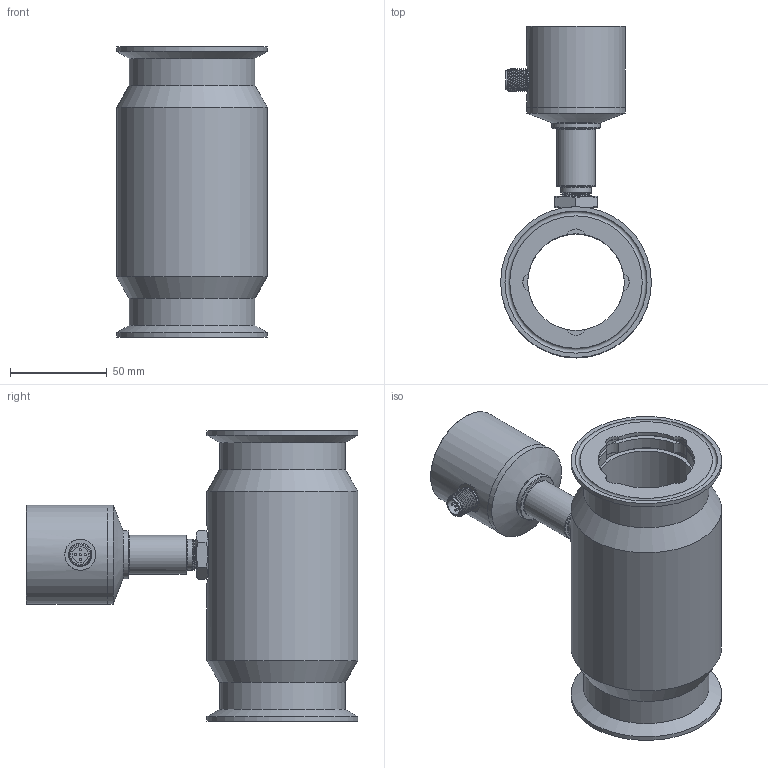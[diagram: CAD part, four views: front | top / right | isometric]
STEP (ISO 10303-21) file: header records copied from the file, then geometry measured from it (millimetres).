
FILE_DESCRIPTION(/* description */ (''),/* implementation_level */ '2;1');
FILE_NAME(/* name */ 'FM120-DN50-K.stp',/* time_stamp */ '2022-05-25T09:22:13+08:00',/* author */ (''),/* organization */ (''),/* preprocessor_version */ 'ST-DEVELOPER v16',/* originating_system */ 'SIEMENS PLM Software NX 10.0',/* authorisation */ '');
FILE_SCHEMA (('CONFIG_CONTROL_DESIGN'));
Length unit declared in the file: millimetre
Products named in the file (9): FM120-DN50-K_id41_x_t; FM120-015-K.STP_id36_x_t; FM120-015-K.STP_id31_x_t; FM120-015-K.STP_id26_x_t; FM120-015-K.STP_id21_x_t; FM120-015-K.STP_id16_x_t; FM120-015-K.STP_id11_x_t; FM120-015-K.STP_id6_x_t; FM120-DN50-K_x_t
Assembly tree (8 placements, depth 2):
  FM120-DN50-K_x_t
    FM120-015-K.STP_id6_x_t
    FM120-015-K.STP_id11_x_t
    FM120-015-K.STP_id16_x_t
    FM120-015-K.STP_id21_x_t
    FM120-015-K.STP_id26_x_t
    FM120-015-K.STP_id31_x_t
    FM120-015-K.STP_id36_x_t
    FM120-DN50-K_id41_x_t
Bounding box: 78 x 171.5 x 150 mm (x, y, z)
Volume: 462653.3 mm3; surface area: 100802.1 mm2
Topology: 8 solids, 8 shells, 680 faces, 1796 edges, 1172 vertices
Faces by surface type: plane 503, cylinder 103, bspline 31, cone 28, sphere 10, torus 5
Full cylindrical faces by diameter (mm): 1 x10, 3 x2, 5.2 x3, 8.4 x1, 9.7 x1, 9.8 x1, 10.1 x1, 11 x1, 11.6 x1, 12 x1, 15 x1, 15.9 x1, 16 x1, 17.581 x1, 19 x2, 20 x1, 25 x1, 47 x1, 47.5 x1, 48 x2, 50 x1, 51 x2, 55 x4, 65 x2, 78 x3
Entity records: 26985 total; most frequent: CARTESIAN_POINT 9956, ORIENTED_EDGE 3324, DIRECTION 3116, EDGE_CURVE 1662, LINE 1276, VECTOR 1276, VERTEX_POINT 1125, AXIS2_PLACEMENT_3D 920
